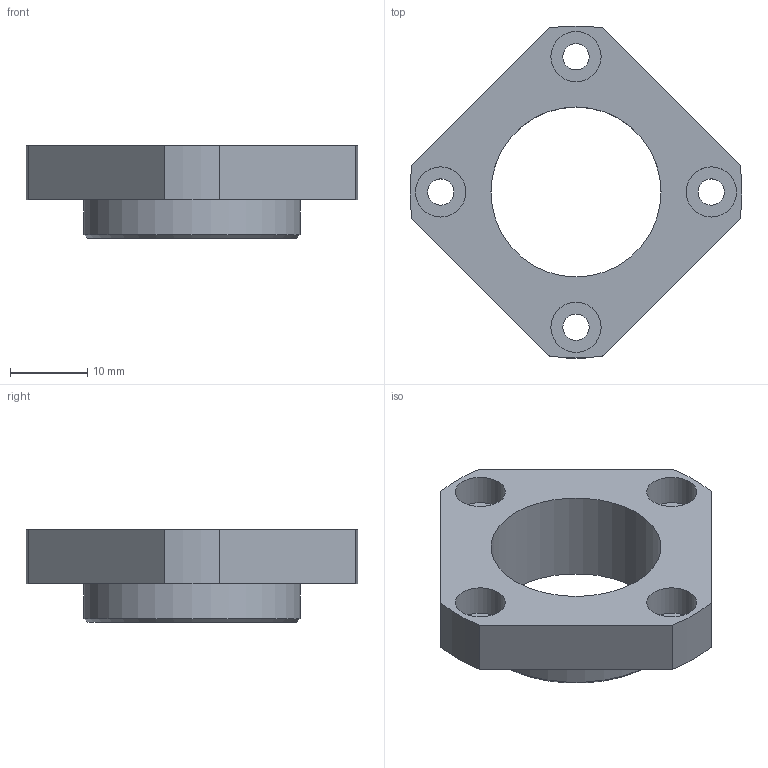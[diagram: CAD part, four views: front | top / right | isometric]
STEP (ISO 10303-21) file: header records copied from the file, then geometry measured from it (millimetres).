
FILE_DESCRIPTION (( 'STEP AP203' ), '1' );
FILE_NAME ('FF 10DS.STEP', '2014-10-30T00:39:04', ( 'john' ), ( '' ), 'SwSTEP 2.0', 'SolidWorks 2013', '' );
FILE_SCHEMA (( 'CONFIG_CONTROL_DESIGN' ));
Length unit declared in the file: millimetre
Products named in the file (1): FF 10DS
Bounding box: 42.93 x 42.93 x 12 mm (x, y, z)
Volume: 6128.9 mm3; surface area: 4124.6 mm2
Topology: 1 solids, 1 shells, 26 faces, 60 edges, 41 vertices
Faces by surface type: cylinder 14, plane 11, cone 1
Full cylindrical faces by diameter (mm): 3.4 x4, 6.5 x4, 22 x1, 28 x1
Entity records: 763 total; most frequent: DIRECTION 128, CARTESIAN_POINT 109, ORIENTED_EDGE 90, AXIS2_PLACEMENT_3D 56, EDGE_LOOP 52, EDGE_CURVE 45, VERTEX_POINT 37, FACE_OUTER_BOUND 36
